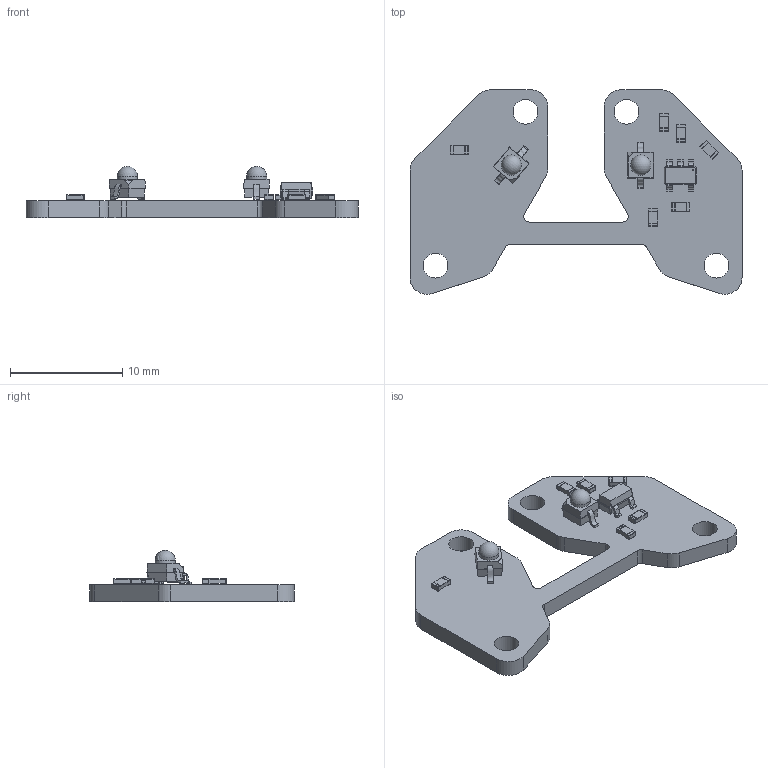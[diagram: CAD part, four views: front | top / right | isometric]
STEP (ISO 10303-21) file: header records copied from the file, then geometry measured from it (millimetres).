
FILE_DESCRIPTION(('KiCad electronic assembly'),'2;1');
FILE_NAME('IR_Sense.step','2025-12-21T23:20:19',('Pcbnew'),('Kicad'), 'Open CASCADE STEP processor 7.9','KiCad to STEP converter','Unknown' );
FILE_SCHEMA(('AUTOMOTIVE_DESIGN { 1 0 10303 214 1 1 1 1 }'));
Length unit declared in the file: millimetre
Products named in the file (5): IR_Sense 1; R_0603_1608Metric; SOT-23-5; VSMY2850G_VEMT2020X01_Model_Mock; IR_Sense_PCB
Assembly tree (10 placements, depth 2):
  IR_Sense 1
    R_0603_1608Metric  x6
    SOT-23-5
    VSMY2850G_VEMT2020X01_Model_Mock  x2
    IR_Sense_PCB
Bounding box: 29.56 x 18.2 x 4.56 mm (x, y, z)
Volume: 536.2 mm3; surface area: 1008.8 mm2
Topology: 10 solids, 10 shells, 364 faces, 938 edges, 603 vertices
Faces by surface type: plane 248, cylinder 90, bspline 24, sphere 2
Full cylindrical faces by diameter (mm): 1.8 x2, 2.2 x4
Entity records: 7678 total; most frequent: CARTESIAN_POINT 1527, ORIENTED_EDGE 1050, DIRECTION 975, EDGE_CURVE 525, LINE 393, VECTOR 393, VERTEX_POINT 337, AXIS2_PLACEMENT_3D 291
